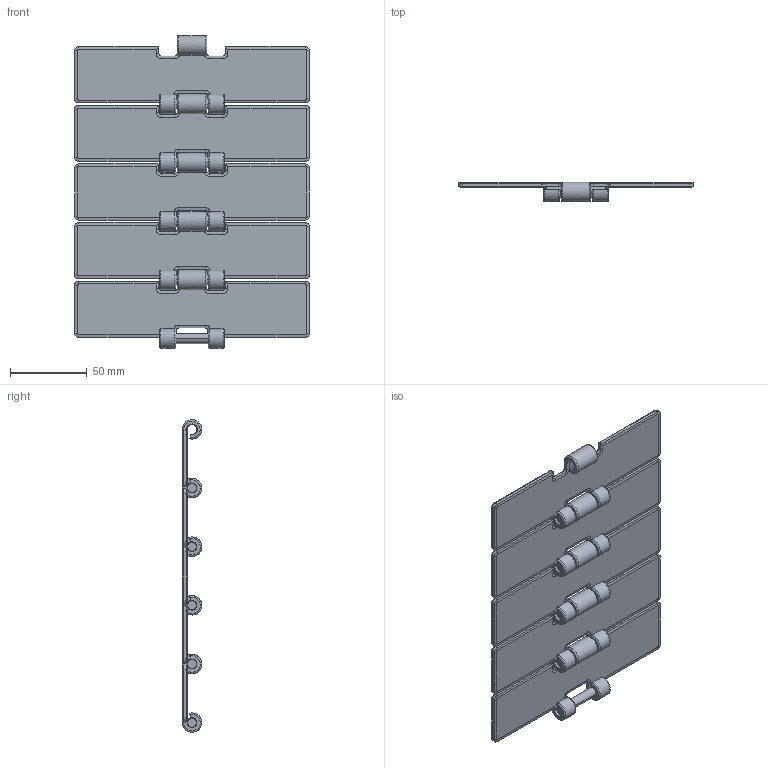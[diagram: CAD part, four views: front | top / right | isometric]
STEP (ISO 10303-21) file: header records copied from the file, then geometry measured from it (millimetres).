
FILE_DESCRIPTION((''),'2;1');
FILE_NAME('60S60M_ASM_ASM','2012-05-30T',('rnlu144'),(''),'PRO/ENGINEER BY PARAMETRIC TECHNOLOGY CORPORATION, 2010280','PRO/ENGINEER BY PARAMETRIC TECHNOLOGY CORPORATION, 2010280','');
FILE_SCHEMA(('CONFIG_CONTROL_DESIGN'));
Length unit declared in the file: millimetre
Products named in the file (4): 77561020_6; 60S60M_PIN_2; 60S60M_ASM_4_ASM; 60S60M_ASM_ASM
Assembly tree (11 placements, depth 3):
  60S60M_ASM_ASM
    60S60M_ASM_4_ASM
      77561020_6  x5
      60S60M_PIN_2  x5
Bounding box: 152.4 x 12.6 x 203.11 mm (x, y, z)
Volume: 102217.1 mm3; surface area: 73692.7 mm2
Topology: 10 solids, 10 shells, 685 faces, 1805 edges, 1140 vertices
Faces by surface type: plane 285, cylinder 195, cone 80, torus 70, bspline 55
Entity records: 5174 total; most frequent: CARTESIAN_POINT 1591, DIRECTION 763, ORIENTED_EDGE 722, EDGE_CURVE 361, AXIS2_PLACEMENT_3D 284, VERTEX_POINT 228, VECTOR 195, LINE 195
